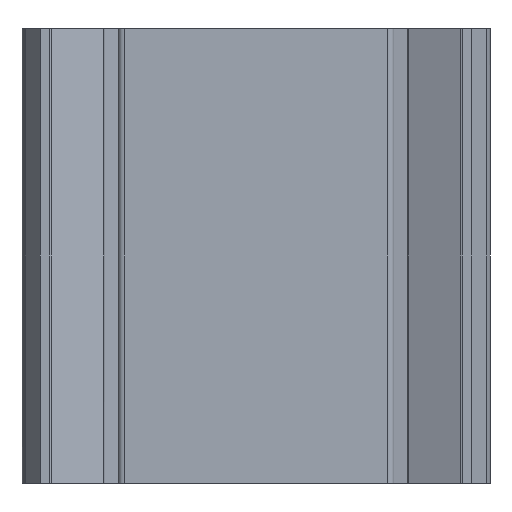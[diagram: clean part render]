
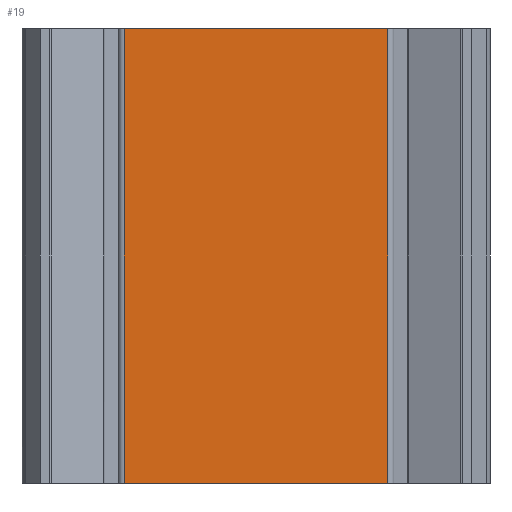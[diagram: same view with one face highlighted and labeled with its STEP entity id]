
A CAD part, left-side view. The second image highlights one B-rep face of the part: STEP entity #19.
In plain terms, the highlighted cylindrical face has radius 349229 mm (diameter 698457 mm), a partial arc.
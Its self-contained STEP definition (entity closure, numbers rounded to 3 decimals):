
#19=ADVANCED_FACE('',(#87),#1158,.T.);
#87=FACE_OUTER_BOUND('',#155,.T.);
#155=EDGE_LOOP('',(#226,#227,#228,#229));
#226=ORIENTED_EDGE('',*,*,#610,.T.);
#227=ORIENTED_EDGE('',*,*,#611,.T.);
#228=ORIENTED_EDGE('',*,*,#612,.F.);
#229=ORIENTED_EDGE('',*,*,#607,.F.);
#607=EDGE_CURVE('',#989,#990,#799,.T.);
#610=EDGE_CURVE('',#989,#992,#802,.T.);
#611=EDGE_CURVE('',#992,#993,#803,.T.);
#612=EDGE_CURVE('',#990,#993,#804,.T.);
#799=(
BOUNDED_CURVE()
B_SPLINE_CURVE(1,(#1520,#1521),.UNSPECIFIED.,.F.,.F.)
B_SPLINE_CURVE_WITH_KNOTS((2,2),(0.,15.),.UNSPECIFIED.)
CURVE()
GEOMETRIC_REPRESENTATION_ITEM()
RATIONAL_B_SPLINE_CURVE((1.,1.))
REPRESENTATION_ITEM('')
);
#802=(
BOUNDED_CURVE()
B_SPLINE_CURVE(2,(#1527,#1528,#1529,#1530,#1531),.UNSPECIFIED.,.F.,.F.)
B_SPLINE_CURVE_WITH_KNOTS((3,2,3),(19.564,23.921,28.279),
 .UNSPECIFIED.)
CURVE()
GEOMETRIC_REPRESENTATION_ITEM()
RATIONAL_B_SPLINE_CURVE((1.,1.,1.,1.,1.))
REPRESENTATION_ITEM('')
);
#803=(
BOUNDED_CURVE()
B_SPLINE_CURVE(1,(#1532,#1533),.UNSPECIFIED.,.F.,.F.)
B_SPLINE_CURVE_WITH_KNOTS((2,2),(0.,15.),.UNSPECIFIED.)
CURVE()
GEOMETRIC_REPRESENTATION_ITEM()
RATIONAL_B_SPLINE_CURVE((1.,1.))
REPRESENTATION_ITEM('')
);
#804=(
BOUNDED_CURVE()
B_SPLINE_CURVE(2,(#1534,#1535,#1536,#1537,#1538),.UNSPECIFIED.,.F.,.F.)
B_SPLINE_CURVE_WITH_KNOTS((3,2,3),(19.564,23.921,28.279),
 .UNSPECIFIED.)
CURVE()
GEOMETRIC_REPRESENTATION_ITEM()
RATIONAL_B_SPLINE_CURVE((1.,1.,1.,1.,1.))
REPRESENTATION_ITEM('')
);
#989=VERTEX_POINT('',#1466);
#990=VERTEX_POINT('',#1467);
#992=VERTEX_POINT('',#1469);
#993=VERTEX_POINT('',#1470);
#1158=CYLINDRICAL_SURFACE('',#1273,349228.539);
#1273=AXIS2_PLACEMENT_3D('',#1401,#1337,$);
#1337=DIRECTION('',(0.,0.,1.));
#1401=CARTESIAN_POINT('',(349221.276,0.,7.5));
#1466=CARTESIAN_POINT('',(-7.263,4.358,0.));
#1467=CARTESIAN_POINT('',(-7.263,4.358,15.));
#1469=CARTESIAN_POINT('',(-7.263,-4.358,0.));
#1470=CARTESIAN_POINT('',(-7.263,-4.358,15.));
#1520=CARTESIAN_POINT('',(-7.263,4.358,0.));
#1521=CARTESIAN_POINT('',(-7.263,4.358,15.));
#1527=CARTESIAN_POINT('',(-7.263,4.358,0.));
#1528=CARTESIAN_POINT('',(-7.263,2.179,0.));
#1529=CARTESIAN_POINT('',(-7.263,0.,0.));
#1530=CARTESIAN_POINT('',(-7.263,-2.179,0.));
#1531=CARTESIAN_POINT('',(-7.263,-4.358,0.));
#1532=CARTESIAN_POINT('',(-7.263,-4.358,0.));
#1533=CARTESIAN_POINT('',(-7.263,-4.358,15.));
#1534=CARTESIAN_POINT('',(-7.263,4.358,15.));
#1535=CARTESIAN_POINT('',(-7.263,2.179,15.));
#1536=CARTESIAN_POINT('',(-7.263,0.,15.));
#1537=CARTESIAN_POINT('',(-7.263,-2.179,15.));
#1538=CARTESIAN_POINT('',(-7.263,-4.358,15.));
